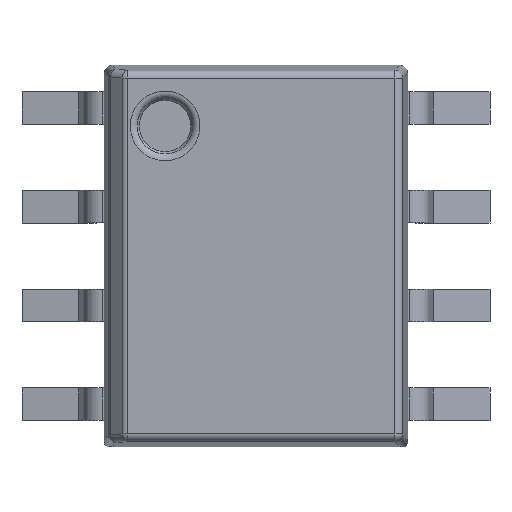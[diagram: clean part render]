
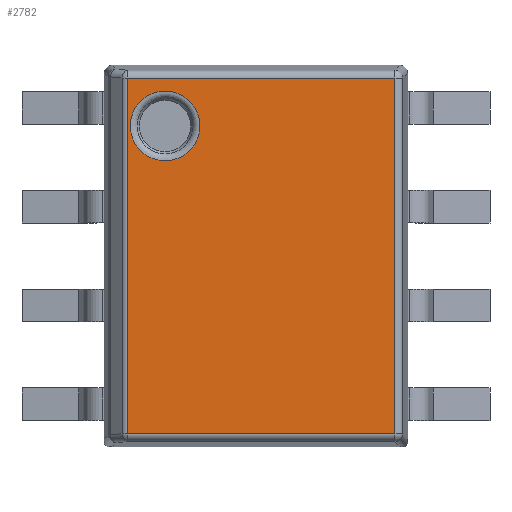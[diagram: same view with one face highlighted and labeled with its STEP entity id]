
A CAD part, top view. The second image highlights one B-rep face of the part: STEP entity #2782.
In plain terms, the highlighted planar face has unit normal (0, 0, 1).
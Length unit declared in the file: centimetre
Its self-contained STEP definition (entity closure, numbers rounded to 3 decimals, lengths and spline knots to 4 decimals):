
#291=CIRCLE('',#2941,0.0448);
#397=VERTEX_POINT('',#3986);
#398=VERTEX_POINT('',#3989);
#399=VERTEX_POINT('',#3990);
#400=VERTEX_POINT('',#3992);
#401=VERTEX_POINT('',#3994);
#661=VECTOR('',#3234,1.);
#662=VECTOR('',#3235,1.);
#663=VECTOR('',#3236,1.);
#664=VECTOR('',#3237,1.);
#947=LINE('',#3988,#661);
#948=LINE('',#3991,#662);
#949=LINE('',#3993,#663);
#950=LINE('',#3995,#664);
#1234=EDGE_CURVE('',#397,#397,#291,.T.);
#1235=EDGE_CURVE('',#398,#399,#947,.T.);
#1236=EDGE_CURVE('',#400,#398,#948,.T.);
#1237=EDGE_CURVE('',#401,#400,#949,.T.);
#1238=EDGE_CURVE('',#399,#401,#950,.T.);
#1648=ORIENTED_EDGE('',*,*,#1235,.F.);
#1649=ORIENTED_EDGE('',*,*,#1236,.F.);
#1650=ORIENTED_EDGE('',*,*,#1237,.F.);
#1651=ORIENTED_EDGE('',*,*,#1238,.F.);
#1652=ORIENTED_EDGE('',*,*,#1234,.F.);
#2443=EDGE_LOOP('',(#1648,#1649,#1650,#1651));
#2444=EDGE_LOOP('',(#1652));
#2613=FACE_BOUND('',#2443,.T.);
#2614=FACE_BOUND('',#2444,.T.);
#2782=ADVANCED_FACE('',(#2613,#2614),#4786,.T.);
#2941=AXIS2_PLACEMENT_3D('',#3985,#3231,#3232);
#2942=AXIS2_PLACEMENT_3D('',#3987,#3233,$);
#3231=DIRECTION('',(0.,0.,1.));
#3232=DIRECTION('',(-0.045,0.,0.));
#3233=DIRECTION('',(0.,0.,1.));
#3234=DIRECTION('',(1.,0.,0.));
#3235=DIRECTION('',(0.,1.,0.));
#3236=DIRECTION('',(-1.,0.,0.));
#3237=DIRECTION('',(0.,-1.,0.));
#3985=CARTESIAN_POINT('',(-0.117,0.1671,0.1752));
#3986=CARTESIAN_POINT('',(-0.0722,0.1671,0.1752));
#3987=CARTESIAN_POINT('',(0.,0.,0.1752));
#3988=CARTESIAN_POINT('',(-0.0975,0.2288,0.1752));
#3989=CARTESIAN_POINT('',(-0.1653,0.2288,0.1752));
#3990=CARTESIAN_POINT('',(0.1786,0.2288,0.1752));
#3991=CARTESIAN_POINT('',(-0.1653,-0.0613,0.1752));
#3992=CARTESIAN_POINT('',(-0.1653,-0.2288,0.1752));
#3993=CARTESIAN_POINT('',(0.0975,-0.2288,0.1752));
#3994=CARTESIAN_POINT('',(0.1786,-0.2288,0.1752));
#3995=CARTESIAN_POINT('',(0.1786,0.1226,0.1752));
#4786=PLANE('',#2942);
